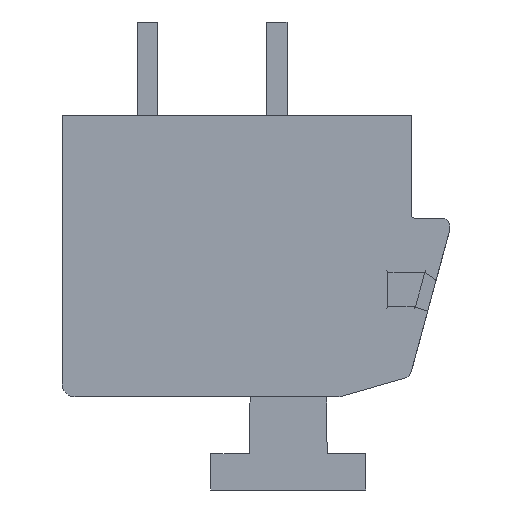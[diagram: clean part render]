
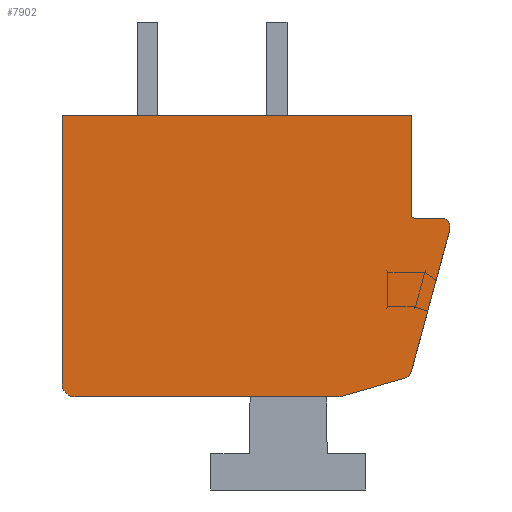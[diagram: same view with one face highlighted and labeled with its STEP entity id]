
A CAD part, front view. The second image highlights one B-rep face of the part: STEP entity #7902.
In plain terms, the highlighted planar face has unit normal (0, -1, 0).
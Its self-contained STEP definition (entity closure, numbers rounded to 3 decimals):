
#1=CARTESIAN_POINT('',(7.2,-93.75,1.15));
#2=DIRECTION('',(0.,-1.,0.));
#3=DIRECTION('',(1.,0.,0.));
#4=AXIS2_PLACEMENT_3D('',#1,#2,#3);
#6=DIRECTION('',(0.,0.,-1.));
#7=VECTOR('',#6,0.119);
#8=CARTESIAN_POINT('',(7.5,-93.75,1.15));
#9=LINE('',#8,#7);
#10=DIRECTION('',(0.262,0.,0.965));
#11=VECTOR('',#10,5.739);
#12=CARTESIAN_POINT('',(5.994,-93.75,-4.507));
#13=LINE('',#12,#11);
#14=CARTESIAN_POINT('',(5.705,-93.75,-4.428));
#15=DIRECTION('',(0.,-1.,0.));
#16=DIRECTION('',(0.274,0.,-0.962));
#17=AXIS2_PLACEMENT_3D('',#14,#15,#16);
#19=DIRECTION('',(0.962,0.,0.274));
#20=VECTOR('',#19,2.679);
#21=CARTESIAN_POINT('',(3.21,-93.75,-5.45));
#22=LINE('',#21,#20);
#23=DIRECTION('',(-1.,0.,0.));
#24=VECTOR('',#23,10.21);
#25=CARTESIAN_POINT('',(3.21,-93.75,-5.45));
#26=LINE('',#25,#24);
#27=CARTESIAN_POINT('',(-7.,-93.75,-4.95));
#28=DIRECTION('',(0.,-1.,0.));
#29=DIRECTION('',(-1.,0.,0.));
#30=AXIS2_PLACEMENT_3D('',#27,#28,#29);
#32=DIRECTION('',(0.,0.,1.));
#33=VECTOR('',#32,10.4);
#34=CARTESIAN_POINT('',(-7.5,-93.75,-4.95));
#35=LINE('',#34,#33);
#36=DIRECTION('',(1.,0.,0.));
#37=VECTOR('',#36,13.5);
#38=CARTESIAN_POINT('',(-7.5,-93.75,5.45));
#39=LINE('',#38,#37);
#40=DIRECTION('',(0.,0.,-1.));
#41=VECTOR('',#40,3.85);
#42=CARTESIAN_POINT('',(6.,-93.75,5.45));
#43=LINE('',#42,#41);
#44=DIRECTION('',(1.,0.,0.));
#45=VECTOR('',#44,1.05);
#46=CARTESIAN_POINT('',(6.15,-93.75,1.45));
#47=LINE('',#46,#45);
#60=CARTESIAN_POINT('',(6.15,-93.75,1.6));
#61=DIRECTION('',(0.,1.,0.));
#62=DIRECTION('',(0.,0.,-1.));
#63=AXIS2_PLACEMENT_3D('',#60,#61,#62);
#6289=CARTESIAN_POINT('',(-7.5,-93.75,5.45));
#6290=CARTESIAN_POINT('',(6.,-93.75,5.45));
#6291=VERTEX_POINT('',#6289);
#6292=VERTEX_POINT('',#6290);
#6293=CARTESIAN_POINT('',(6.,-93.75,1.6));
#6294=VERTEX_POINT('',#6293);
#6295=CARTESIAN_POINT('',(6.15,-93.75,1.45));
#6296=VERTEX_POINT('',#6295);
#6297=CARTESIAN_POINT('',(7.5,-93.75,1.15));
#6298=CARTESIAN_POINT('',(7.2,-93.75,1.45));
#6299=VERTEX_POINT('',#6297);
#6300=VERTEX_POINT('',#6298);
#6301=CARTESIAN_POINT('',(5.787,-93.75,-4.716));
#6302=CARTESIAN_POINT('',(5.994,-93.75,-4.507));
#6303=VERTEX_POINT('',#6301);
#6304=VERTEX_POINT('',#6302);
#6305=CARTESIAN_POINT('',(-7.5,-93.75,-4.95));
#6306=CARTESIAN_POINT('',(-7.,-93.75,-5.45));
#6307=VERTEX_POINT('',#6305);
#6308=VERTEX_POINT('',#6306);
#6309=CARTESIAN_POINT('',(3.21,-93.75,-5.45));
#6310=VERTEX_POINT('',#6309);
#6311=CARTESIAN_POINT('',(7.5,-93.75,1.031));
#6312=VERTEX_POINT('',#6311);
#7871=CARTESIAN_POINT('',(0.,-93.75,0.));
#7872=DIRECTION('',(0.,1.,0.));
#7873=DIRECTION('',(1.,0.,0.));
#7874=AXIS2_PLACEMENT_3D('',#7871,#7872,#7873);
#7875=PLANE('',#7874);
#7877=ORIENTED_EDGE('',*,*,#7876,.F.);
#7879=ORIENTED_EDGE('',*,*,#7878,.T.);
#7881=ORIENTED_EDGE('',*,*,#7880,.F.);
#7883=ORIENTED_EDGE('',*,*,#7882,.F.);
#7885=ORIENTED_EDGE('',*,*,#7884,.F.);
#7887=ORIENTED_EDGE('',*,*,#7886,.T.);
#7889=ORIENTED_EDGE('',*,*,#7888,.F.);
#7891=ORIENTED_EDGE('',*,*,#7890,.T.);
#7893=ORIENTED_EDGE('',*,*,#7892,.T.);
#7895=ORIENTED_EDGE('',*,*,#7894,.T.);
#7897=ORIENTED_EDGE('',*,*,#7896,.F.);
#7899=ORIENTED_EDGE('',*,*,#7898,.T.);
#7900=EDGE_LOOP('',(#7877,#7879,#7881,#7883,#7885,#7887,#7889,#7891,#7893,#7895,
#7897,#7899));
#7901=FACE_OUTER_BOUND('',#7900,.F.);
#7902=ADVANCED_FACE('',(#7901),#7875,.F.);
#5=CIRCLE('',#4,0.3);
#18=CIRCLE('',#17,0.3);
#31=CIRCLE('',#30,0.5);
#64=CIRCLE('',#63,0.15);
#7876=EDGE_CURVE('',#6299,#6300,#5,.T.);
#7878=EDGE_CURVE('',#6299,#6312,#9,.T.);
#7880=EDGE_CURVE('',#6304,#6312,#13,.T.);
#7882=EDGE_CURVE('',#6303,#6304,#18,.T.);
#7884=EDGE_CURVE('',#6310,#6303,#22,.T.);
#7886=EDGE_CURVE('',#6310,#6308,#26,.T.);
#7888=EDGE_CURVE('',#6307,#6308,#31,.T.);
#7890=EDGE_CURVE('',#6307,#6291,#35,.T.);
#7892=EDGE_CURVE('',#6291,#6292,#39,.T.);
#7894=EDGE_CURVE('',#6292,#6294,#43,.T.);
#7896=EDGE_CURVE('',#6296,#6294,#64,.T.);
#7898=EDGE_CURVE('',#6296,#6300,#47,.T.);
